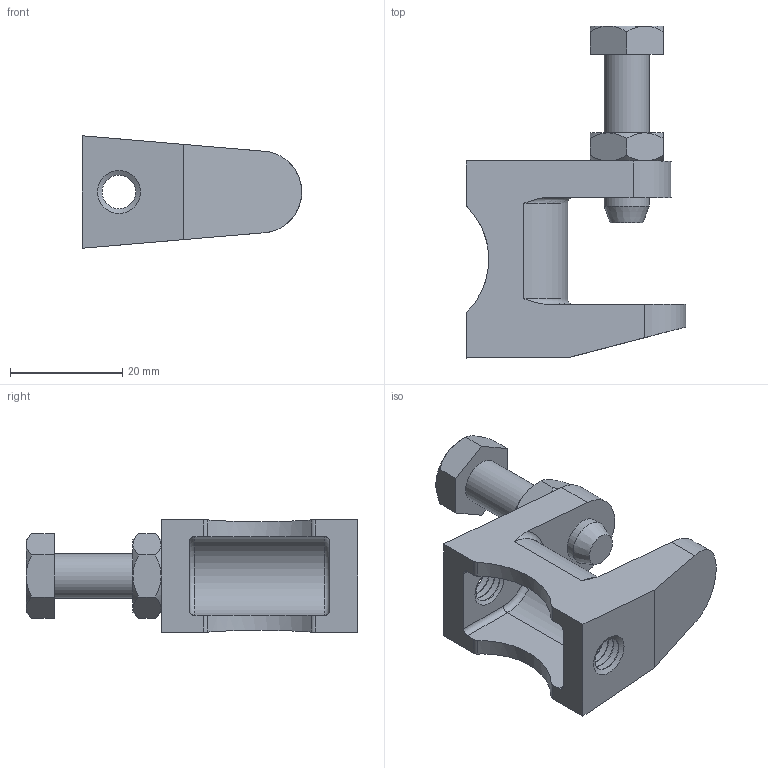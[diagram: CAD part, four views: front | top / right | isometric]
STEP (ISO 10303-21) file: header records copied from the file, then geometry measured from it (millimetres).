
FILE_DESCRIPTION (( 'STEP AP203' ), '1' );
FILE_NAME ('CLP1M-SBC-8 Ñòðóáöèíà Ì8.STEP', '2016-03-02T14:23:30', ( '' ), ( '' ), 'SwSTEP 2.0', 'SolidWorks 2014', '' );
FILE_SCHEMA (( 'CONFIG_CONTROL_DESIGN' ));
Length unit declared in the file: millimetre
Products named in the file (1): CLP1M-SBC-8 ﾑ浯 ﾌ8
Bounding box: 39 x 59 x 20 mm (x, y, z)
Volume: 11060.7 mm3; surface area: 6993.6 mm2
Topology: 1 solids, 2 shells, 101 faces, 235 edges, 142 vertices
Faces by surface type: cone 35, plane 32, cylinder 28, torus 6
Full cylindrical faces by diameter (mm): 6 x9, 8 x2
Entity records: 2931 total; most frequent: CARTESIAN_POINT 734, DIRECTION 443, ORIENTED_EDGE 404, EDGE_CURVE 202, AXIS2_PLACEMENT_3D 186, VERTEX_POINT 137, EDGE_LOOP 137, FACE_OUTER_BOUND 112
